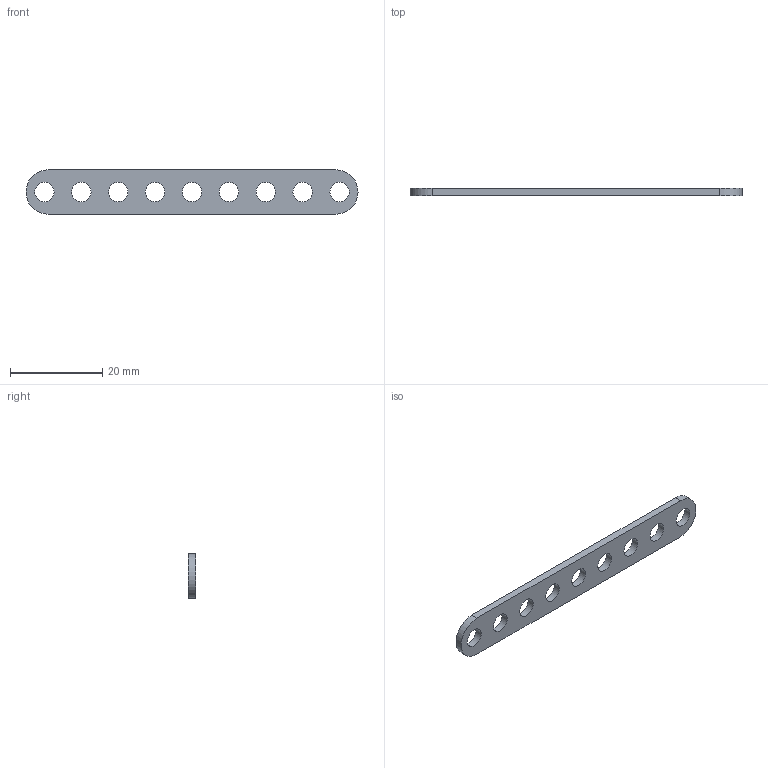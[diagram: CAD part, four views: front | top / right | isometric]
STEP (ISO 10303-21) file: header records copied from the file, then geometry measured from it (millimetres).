
FILE_DESCRIPTION(/* description */ (''),/* implementation_level */ '2;1');
FILE_NAME(/* name */ 'Matrix_02-0009.ipt.stp',/* time_stamp */ '2014-12-18T17:41:55-08:00',/* author */ ('Autodesk Inc.'),/* organization */ ('Autodesk Inc.'),/* preprocessor_version */ 'ST-DEVELOPER v15.6',/* originating_system */ 'Autodesk Inventor 2015',/* authorisation */ '');
FILE_SCHEMA (('AUTOMOTIVE_DESIGN { 1 0 10303 214 3 1 1 }'));
Length unit declared in the file: millimetre
Products named in the file (1): Matrix_02-0009
Bounding box: 72 x 1.6 x 9.6 mm (x, y, z)
Volume: 874.8 mm3; surface area: 1531.4 mm2
Topology: 1 solids, 1 shells, 15 faces, 39 edges, 26 vertices
Faces by surface type: cylinder 11, plane 4
Full cylindrical faces by diameter (mm): 4.2 x9
Entity records: 490 total; most frequent: DIRECTION 84, CARTESIAN_POINT 72, ORIENTED_EDGE 60, EDGE_LOOP 42, AXIS2_PLACEMENT_3D 38, EDGE_CURVE 30, FACE_BOUND 27, VERTEX_POINT 26
